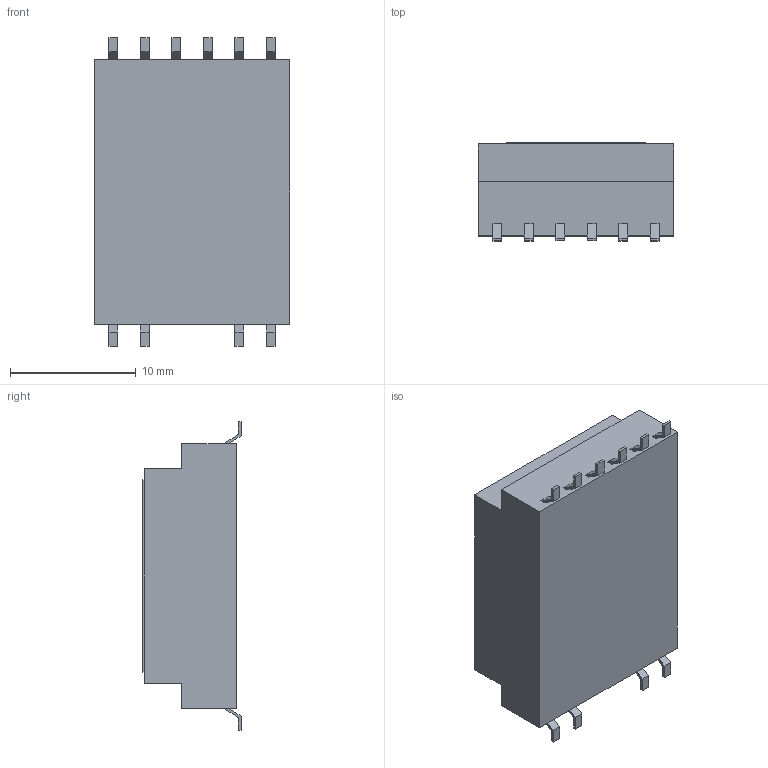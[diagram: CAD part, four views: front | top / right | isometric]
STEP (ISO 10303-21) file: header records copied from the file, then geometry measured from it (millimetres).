
FILE_DESCRIPTION (( 'STEP AP214' ), '1' );
FILE_NAME ('Coilcraft-FL2015-9L.STEP', '2020-11-04T08:56:29', ( '' ), ( '' ), 'SwSTEP 2.0', 'SolidWorks 2020', '' );
FILE_SCHEMA (( 'AUTOMOTIVE_DESIGN' ));
Length unit declared in the file: millimetre
Products named in the file (1): Coilcraft-FL2015-9L
Bounding box: 15.49 x 7.8 x 24.52 mm (x, y, z)
Volume: 2209.2 mm3; surface area: 1206.6 mm2
Topology: 1 solids, 1 shells, 448 faces, 1119 edges, 708 vertices
Faces by surface type: bspline 234, plane 212, cylinder 2
Entity records: 17563 total; most frequent: CARTESIAN_POINT 7516, ORIENTED_EDGE 2238, EDGE_CURVE 1119, DIRECTION 1085, VERTEX_POINT 708, LINE 647, VECTOR 647, EDGE_LOOP 483
